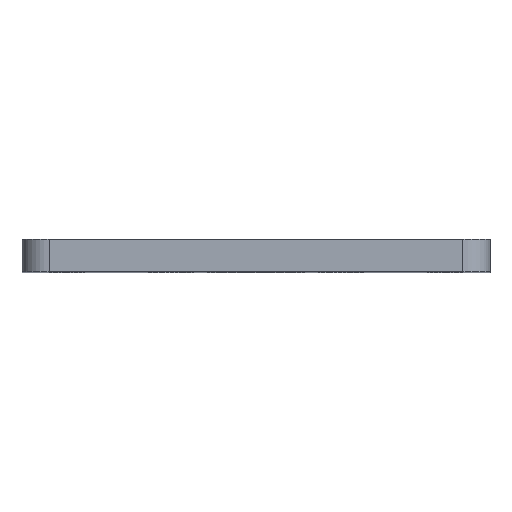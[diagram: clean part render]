
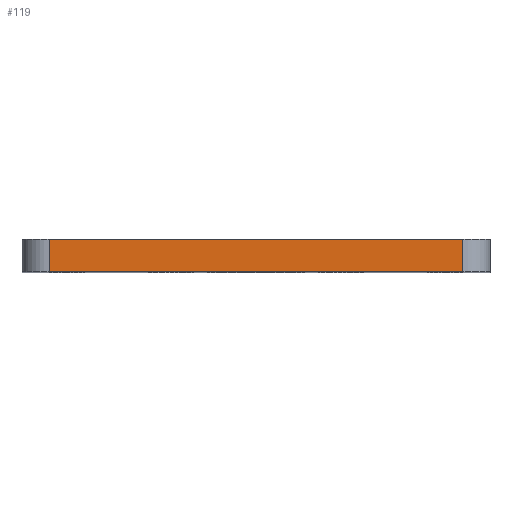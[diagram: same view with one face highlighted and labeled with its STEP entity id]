
A CAD part, top view. The second image highlights one B-rep face of the part: STEP entity #119.
In plain terms, the highlighted planar face has unit normal (0, 0, 1).
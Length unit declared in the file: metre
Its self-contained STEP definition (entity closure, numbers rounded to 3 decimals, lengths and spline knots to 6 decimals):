
#119 = ADVANCED_FACE( '', ( #290 ), #291, .T. );
#290 = FACE_OUTER_BOUND( '', #469, .T. );
#291 = PLANE( '', #470 );
#469 = EDGE_LOOP( '', ( #724, #725, #726, #727 ) );
#470 = AXIS2_PLACEMENT_3D( '', #728, #729, #730 );
#724 = ORIENTED_EDGE( '', *, *, #876, .F. );
#725 = ORIENTED_EDGE( '', *, *, #801, .F. );
#726 = ORIENTED_EDGE( '', *, *, #883, .T. );
#727 = ORIENTED_EDGE( '', *, *, #845, .T. );
#728 = CARTESIAN_POINT( '', ( 0.0115, -0.006, 0.043 ) );
#729 = DIRECTION( '', ( 0., 0., 1. ) );
#730 = DIRECTION( '', ( 1., 0., 0. ) );
#801 = EDGE_CURVE( '', #908, #904, #910, .T. );
#845 = EDGE_CURVE( '', #983, #981, #984, .T. );
#876 = EDGE_CURVE( '', #904, #981, #1033, .T. );
#883 = EDGE_CURVE( '', #908, #983, #1044, .T. );
#904 = VERTEX_POINT( '', #1067 );
#908 = VERTEX_POINT( '', #1072 );
#910 = LINE( '', #1074, #1075 );
#981 = VERTEX_POINT( '', #1154 );
#983 = VERTEX_POINT( '', #1156 );
#984 = LINE( '', #1157, #1158 );
#1033 = LINE( '', #1208, #1209 );
#1044 = LINE( '', #1220, #1221 );
#1067 = CARTESIAN_POINT( '', ( -0.038, 0., 0.043 ) );
#1072 = CARTESIAN_POINT( '', ( -0.038, -0.006, 0.043 ) );
#1074 = CARTESIAN_POINT( '', ( -0.038, -0.006, 0.043 ) );
#1075 = VECTOR( '', #1251, 1. );
#1154 = CARTESIAN_POINT( '', ( 0.038, 0., 0.043 ) );
#1156 = CARTESIAN_POINT( '', ( 0.038, -0.006, 0.043 ) );
#1157 = CARTESIAN_POINT( '', ( 0.038, -0.006, 0.043 ) );
#1158 = VECTOR( '', #1323, 1. );
#1208 = CARTESIAN_POINT( '', ( 0.0115, 0., 0.043 ) );
#1209 = VECTOR( '', #1385, 1. );
#1220 = CARTESIAN_POINT( '', ( 0.0115, -0.006, 0.043 ) );
#1221 = VECTOR( '', #1398, 1. );
#1251 = DIRECTION( '', ( 0., 1., 0. ) );
#1323 = DIRECTION( '', ( 0., 1., 0. ) );
#1385 = DIRECTION( '', ( 1., 0., 0. ) );
#1398 = DIRECTION( '', ( 1., 0., 0. ) );
